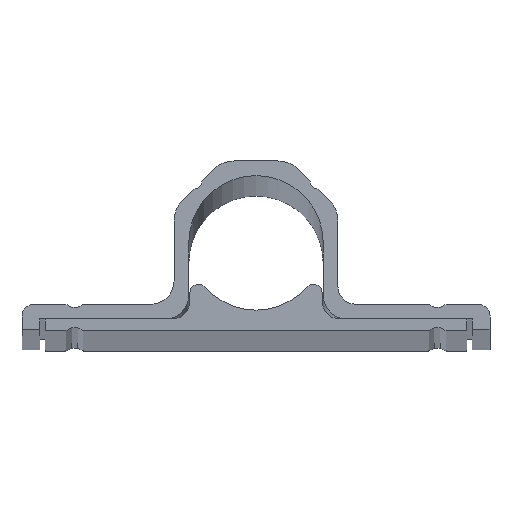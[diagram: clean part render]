
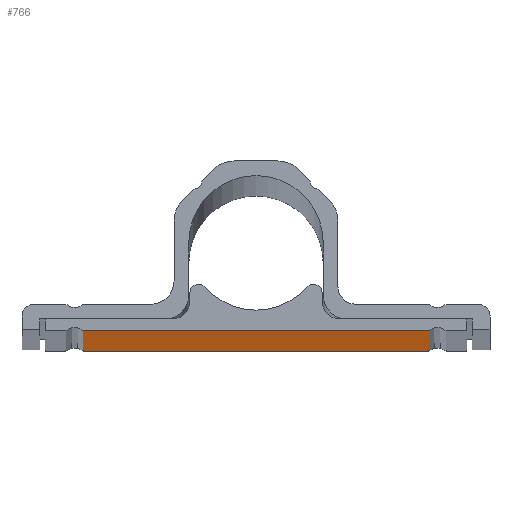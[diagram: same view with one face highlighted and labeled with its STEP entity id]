
A CAD part, top view. The second image highlights one B-rep face of the part: STEP entity #766.
In plain terms, the highlighted planar face has unit normal (0, -1, 0).
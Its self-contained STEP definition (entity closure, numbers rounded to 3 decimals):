
#291 = EDGE_CURVE ( 'NONE', #935, #928, #1602, .T. ) ;
#469 = ORIENTED_EDGE ( 'NONE', *, *, #827, .T. ) ;
#470 = ORIENTED_EDGE ( 'NONE', *, *, #291, .F. ) ;
#495 = EDGE_LOOP ( 'NONE', ( #469, #1136, #470, #1137 ) ) ;
#766 = ADVANCED_FACE ( 'NONE', ( #1218 ), #1947, .F. ) ;
#822 = EDGE_CURVE ( 'NONE', #928, #938, #2135, .T. ) ;
#823 = EDGE_CURVE ( 'NONE', #935, #944, #2139, .T. ) ;
#827 = EDGE_CURVE ( 'NONE', #944, #938, #2152, .T. ) ;
#907 = VECTOR ( 'NONE', #2137, 1000. ) ;
#914 = VECTOR ( 'NONE', #2141, 1000. ) ;
#928 = VERTEX_POINT ( 'NONE', #2213 ) ;
#935 = VERTEX_POINT ( 'NONE', #2220 ) ;
#938 = VERTEX_POINT ( 'NONE', #2223 ) ;
#944 = VERTEX_POINT ( 'NONE', #2229 ) ;
#1136 = ORIENTED_EDGE ( 'NONE', *, *, #822, .F. ) ;
#1137 = ORIENTED_EDGE ( 'NONE', *, *, #823, .T. ) ;
#1218 = FACE_OUTER_BOUND ( 'NONE', #495, .T. ) ;
#1225 = AXIS2_PLACEMENT_3D ( 'NONE', #1951, #1952, #1953 ) ;
#1252 = VECTOR ( 'NONE', #1604, 1000. ) ;
#1602 = LINE ( 'NONE', #1603, #1252 ) ;
#1603 = CARTESIAN_POINT ( 'NONE',  ( -29.5, -3.5, 1000. ) ) ;
#1604 = DIRECTION ( 'NONE',  ( 1., 0., 0. ) ) ;
#1947 = PLANE ( 'NONE',  #1225 ) ;
#1951 = CARTESIAN_POINT ( 'NONE',  ( -29.5, -3.5, 1000. ) ) ;
#1952 = DIRECTION ( 'NONE',  ( 0., 1., 0. ) ) ;
#1953 = DIRECTION ( 'NONE',  ( 0., 0., 1. ) ) ;
#2135 = LINE ( 'NONE', #2136, #907 ) ;
#2136 = CARTESIAN_POINT ( 'NONE',  ( 29.5, -3.5, 1000. ) ) ;
#2137 = DIRECTION ( 'NONE',  ( 0., 0., -1. ) ) ;
#2139 = LINE ( 'NONE', #2140, #914 ) ;
#2140 = CARTESIAN_POINT ( 'NONE',  ( -29.5, -3.5, 1000. ) ) ;
#2141 = DIRECTION ( 'NONE',  ( 0., 0., -1. ) ) ;
#2152 = LINE ( 'NONE', #2153, #2416 ) ;
#2153 = CARTESIAN_POINT ( 'NONE',  ( -29.5, -3.5, -1000. ) ) ;
#2154 = DIRECTION ( 'NONE',  ( 1., 0., 0. ) ) ;
#2213 = CARTESIAN_POINT ( 'NONE',  ( 29.5, -3.5, 1000. ) ) ;
#2220 = CARTESIAN_POINT ( 'NONE',  ( -29.5, -3.5, 1000. ) ) ;
#2223 = CARTESIAN_POINT ( 'NONE',  ( 29.5, -3.5, -1000. ) ) ;
#2229 = CARTESIAN_POINT ( 'NONE',  ( -29.5, -3.5, -1000. ) ) ;
#2416 = VECTOR ( 'NONE', #2154, 1000. ) ;
